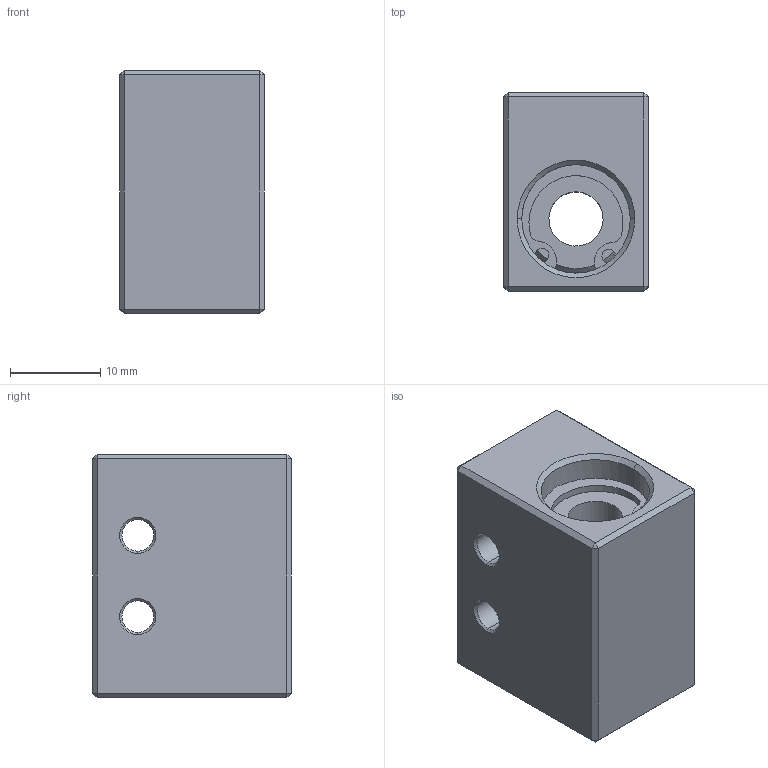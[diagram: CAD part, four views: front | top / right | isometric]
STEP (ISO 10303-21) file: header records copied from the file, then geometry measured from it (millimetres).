
FILE_DESCRIPTION (( 'STEP AP203' ), '1' );
FILE_NAME ('AK6UU尨砩芞.STEP', '2025-11-07T08:57:37', ( '' ), ( '' ), 'SwSTEP 2.0', 'SolidWorks 2022', '' );
FILE_SCHEMA (( 'CONFIG_CONTROL_DESIGN' ));
Length unit declared in the file: millimetre
Products named in the file (4): AK6UU尨砩芞; LM6外圈; AK6假蚾褲; LM6縐銅
Assembly tree (4 placements, depth 2):
  AK6UU尨砩芞
    AK6假蚾褲
    LM6外圈
    LM6縐銅  x2
Bounding box: 16 x 22 x 27 mm (x, y, z)
Volume: 7393 mm3; surface area: 5603.1 mm2
Topology: 4 solids, 4 shells, 132 faces, 316 edges, 196 vertices
Faces by surface type: cylinder 66, plane 46, cone 20
Entity records: 3789 total; most frequent: CARTESIAN_POINT 653, DIRECTION 615, ORIENTED_EDGE 530, EDGE_CURVE 265, AXIS2_PLACEMENT_3D 242, VERTEX_POINT 162, EDGE_LOOP 133, VECTOR 131
